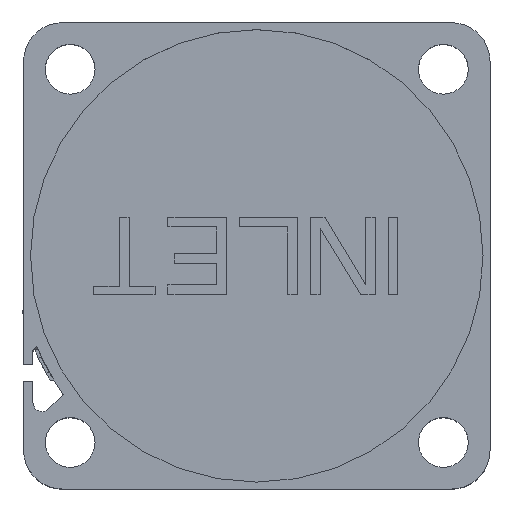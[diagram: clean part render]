
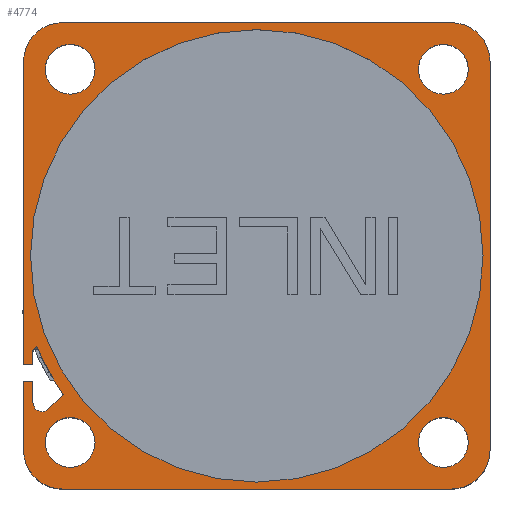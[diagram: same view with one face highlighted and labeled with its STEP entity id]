
A CAD part, top view. The second image highlights one B-rep face of the part: STEP entity #4774.
In plain terms, the highlighted planar face has unit normal (0, 0, 1).
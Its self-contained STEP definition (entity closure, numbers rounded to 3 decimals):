
#1=CARTESIAN_POINT('',(0.,0.,0.05));
#2=DIRECTION('',(0.,0.,-1.));
#3=DIRECTION('',(1.,0.,0.));
#4=AXIS2_PLACEMENT_3D('',#1,#2,#3);
#6=CARTESIAN_POINT('',(0.,0.,0.05));
#7=DIRECTION('',(0.,0.,1.));
#8=DIRECTION('',(1.,0.,0.));
#9=AXIS2_PLACEMENT_3D('',#6,#7,#8);
#11=CARTESIAN_POINT('',(12.,12.,0.05));
#12=DIRECTION('',(0.,0.,-1.));
#13=DIRECTION('',(0.,1.,0.));
#14=AXIS2_PLACEMENT_3D('',#11,#12,#13);
#16=CARTESIAN_POINT('',(12.,12.,0.05));
#17=DIRECTION('',(0.,0.,-1.));
#18=DIRECTION('',(0.,-1.,0.));
#19=AXIS2_PLACEMENT_3D('',#16,#17,#18);
#21=CARTESIAN_POINT('',(-12.,-12.,0.05));
#22=DIRECTION('',(0.,0.,-1.));
#23=DIRECTION('',(0.,1.,0.));
#24=AXIS2_PLACEMENT_3D('',#21,#22,#23);
#26=CARTESIAN_POINT('',(-12.,-12.,0.05));
#27=DIRECTION('',(0.,0.,-1.));
#28=DIRECTION('',(0.,-1.,0.));
#29=AXIS2_PLACEMENT_3D('',#26,#27,#28);
#31=CARTESIAN_POINT('',(12.,-12.,0.05));
#32=DIRECTION('',(0.,0.,-1.));
#33=DIRECTION('',(0.,1.,0.));
#34=AXIS2_PLACEMENT_3D('',#31,#32,#33);
#36=CARTESIAN_POINT('',(12.,-12.,0.05));
#37=DIRECTION('',(0.,0.,-1.));
#38=DIRECTION('',(0.,-1.,0.));
#39=AXIS2_PLACEMENT_3D('',#36,#37,#38);
#41=CARTESIAN_POINT('',(-12.,12.,0.05));
#42=DIRECTION('',(0.,0.,-1.));
#43=DIRECTION('',(0.,1.,0.));
#44=AXIS2_PLACEMENT_3D('',#41,#42,#43);
#46=CARTESIAN_POINT('',(-12.,12.,0.05));
#47=DIRECTION('',(0.,0.,-1.));
#48=DIRECTION('',(0.,-1.,0.));
#49=AXIS2_PLACEMENT_3D('',#46,#47,#48);
#51=DIRECTION('',(1.,0.,0.));
#52=VECTOR('',#51,0.6);
#53=CARTESIAN_POINT('',(-15.,-7.,0.05));
#54=LINE('',#53,#52);
#55=DIRECTION('',(0.,-1.,0.));
#56=VECTOR('',#55,19.5);
#57=CARTESIAN_POINT('',(-15.,12.5,0.05));
#58=LINE('',#57,#56);
#59=CARTESIAN_POINT('',(-12.5,12.5,0.05));
#60=DIRECTION('',(0.,0.,-1.));
#61=DIRECTION('',(-1.,0.,0.));
#62=AXIS2_PLACEMENT_3D('',#59,#60,#61);
#64=DIRECTION('',(-1.,0.,0.));
#65=VECTOR('',#64,25.);
#66=CARTESIAN_POINT('',(12.5,15.,0.05));
#67=LINE('',#66,#65);
#68=CARTESIAN_POINT('',(12.5,12.5,0.05));
#69=DIRECTION('',(0.,0.,-1.));
#70=DIRECTION('',(0.,1.,0.));
#71=AXIS2_PLACEMENT_3D('',#68,#69,#70);
#73=DIRECTION('',(0.,1.,0.));
#74=VECTOR('',#73,25.);
#75=CARTESIAN_POINT('',(15.,-12.5,0.05));
#76=LINE('',#75,#74);
#77=CARTESIAN_POINT('',(12.5,-12.5,0.05));
#78=DIRECTION('',(0.,0.,-1.));
#79=DIRECTION('',(1.,0.,0.));
#80=AXIS2_PLACEMENT_3D('',#77,#78,#79);
#82=DIRECTION('',(1.,0.,0.));
#83=VECTOR('',#82,25.);
#84=CARTESIAN_POINT('',(-12.5,-15.,0.05));
#85=LINE('',#84,#83);
#86=CARTESIAN_POINT('',(-12.5,-12.5,0.05));
#87=DIRECTION('',(0.,0.,-1.));
#88=DIRECTION('',(0.,-1.,0.));
#89=AXIS2_PLACEMENT_3D('',#86,#87,#88);
#91=DIRECTION('',(0.,-1.,0.));
#92=VECTOR('',#91,4.45);
#93=CARTESIAN_POINT('',(-15.,-8.05,0.05));
#94=LINE('',#93,#92);
#95=DIRECTION('',(1.,0.,0.));
#96=VECTOR('',#95,0.6);
#97=CARTESIAN_POINT('',(-15.,-8.05,0.05));
#98=LINE('',#97,#96);
#99=DIRECTION('',(0.,1.,0.));
#100=VECTOR('',#99,1.366);
#101=CARTESIAN_POINT('',(-14.4,-9.416,0.05));
#102=LINE('',#101,#100);
#103=CARTESIAN_POINT('',(-13.8,-9.416,0.05));
#104=DIRECTION('',(0.,0.,-1.));
#105=DIRECTION('',(0.707,-0.707,0.));
#106=AXIS2_PLACEMENT_3D('',#103,#104,#105);
#108=DIRECTION('',(-0.707,-0.707,0.));
#109=VECTOR('',#108,1.322);
#110=CARTESIAN_POINT('',(-12.441,-8.906,0.05));
#111=LINE('',#110,#109);
#112=CARTESIAN_POINT('',(0.,0.,0.05));
#113=DIRECTION('',(0.,0.,-1.));
#114=DIRECTION('',(-0.813,-0.582,0.));
#115=AXIS2_PLACEMENT_3D('',#112,#113,#114);
#117=DIRECTION('',(0.707,0.707,0.));
#118=VECTOR('',#117,0.348);
#119=CARTESIAN_POINT('',(-14.4,-6.056,0.05));
#120=LINE('',#119,#118);
#121=DIRECTION('',(0.,1.,0.));
#122=VECTOR('',#121,0.944);
#123=CARTESIAN_POINT('',(-14.4,-7.,0.05));
#124=LINE('',#123,#122);
#3948=CARTESIAN_POINT('',(14.55,0.,0.05));
#3949=CARTESIAN_POINT('',(-14.55,0.,0.05));
#3950=VERTEX_POINT('',#3948);
#3951=VERTEX_POINT('',#3949);
#3952=CARTESIAN_POINT('',(-12.5,-15.,0.05));
#3953=CARTESIAN_POINT('',(12.5,-15.,0.05));
#3954=VERTEX_POINT('',#3952);
#3955=VERTEX_POINT('',#3953);
#3956=CARTESIAN_POINT('',(15.,-12.5,0.05));
#3957=VERTEX_POINT('',#3956);
#3958=CARTESIAN_POINT('',(15.,12.5,0.05));
#3959=VERTEX_POINT('',#3958);
#3960=CARTESIAN_POINT('',(12.5,15.,0.05));
#3961=VERTEX_POINT('',#3960);
#3962=CARTESIAN_POINT('',(-12.5,15.,0.05));
#3963=VERTEX_POINT('',#3962);
#3964=CARTESIAN_POINT('',(-15.,12.5,0.05));
#3965=VERTEX_POINT('',#3964);
#3966=CARTESIAN_POINT('',(-15.,-12.5,0.05));
#3967=VERTEX_POINT('',#3966);
#3968=CARTESIAN_POINT('',(12.,13.6,0.05));
#3969=CARTESIAN_POINT('',(12.,10.4,0.05));
#3970=VERTEX_POINT('',#3968);
#3971=VERTEX_POINT('',#3969);
#3972=CARTESIAN_POINT('',(-12.,-10.4,0.05));
#3973=CARTESIAN_POINT('',(-12.,-13.6,0.05));
#3974=VERTEX_POINT('',#3972);
#3975=VERTEX_POINT('',#3973);
#3976=CARTESIAN_POINT('',(12.,-10.4,0.05));
#3977=CARTESIAN_POINT('',(12.,-13.6,0.05));
#3978=VERTEX_POINT('',#3976);
#3979=VERTEX_POINT('',#3977);
#3980=CARTESIAN_POINT('',(-12.,13.6,0.05));
#3981=CARTESIAN_POINT('',(-12.,10.4,0.05));
#3982=VERTEX_POINT('',#3980);
#3983=VERTEX_POINT('',#3981);
#3984=CARTESIAN_POINT('',(-12.441,-8.906,0.05));
#3985=CARTESIAN_POINT('',(-13.376,-9.84,0.05));
#3986=VERTEX_POINT('',#3984);
#3987=VERTEX_POINT('',#3985);
#3988=CARTESIAN_POINT('',(-14.4,-9.416,0.05));
#3989=VERTEX_POINT('',#3988);
#3990=CARTESIAN_POINT('',(-14.4,-6.056,0.05));
#3991=CARTESIAN_POINT('',(-14.154,-5.81,0.05));
#3992=VERTEX_POINT('',#3990);
#3993=VERTEX_POINT('',#3991);
#3994=CARTESIAN_POINT('',(-15.,-7.,0.05));
#3995=CARTESIAN_POINT('',(-14.4,-7.,0.05));
#3996=VERTEX_POINT('',#3994);
#3997=VERTEX_POINT('',#3995);
#4010=CARTESIAN_POINT('',(-15.,-8.05,0.05));
#4011=CARTESIAN_POINT('',(-14.4,-8.05,0.05));
#4012=VERTEX_POINT('',#4010);
#4013=VERTEX_POINT('',#4011);
#4703=CARTESIAN_POINT('',(0.,0.,0.05));
#4704=DIRECTION('',(0.,0.,1.));
#4705=DIRECTION('',(-1.,0.,0.));
#4706=AXIS2_PLACEMENT_3D('',#4703,#4704,#4705);
#4707=PLANE('',#4706);
#4709=ORIENTED_EDGE('',*,*,#4708,.F.);
#4711=ORIENTED_EDGE('',*,*,#4710,.F.);
#4713=ORIENTED_EDGE('',*,*,#4712,.T.);
#4715=ORIENTED_EDGE('',*,*,#4714,.F.);
#4717=ORIENTED_EDGE('',*,*,#4716,.T.);
#4719=ORIENTED_EDGE('',*,*,#4718,.F.);
#4721=ORIENTED_EDGE('',*,*,#4720,.T.);
#4723=ORIENTED_EDGE('',*,*,#4722,.F.);
#4725=ORIENTED_EDGE('',*,*,#4724,.T.);
#4727=ORIENTED_EDGE('',*,*,#4726,.F.);
#4729=ORIENTED_EDGE('',*,*,#4728,.T.);
#4731=ORIENTED_EDGE('',*,*,#4730,.F.);
#4733=ORIENTED_EDGE('',*,*,#4732,.F.);
#4735=ORIENTED_EDGE('',*,*,#4734,.F.);
#4737=ORIENTED_EDGE('',*,*,#4736,.T.);
#4739=ORIENTED_EDGE('',*,*,#4738,.F.);
#4741=ORIENTED_EDGE('',*,*,#4740,.F.);
#4742=EDGE_LOOP('',(#4709,#4711,#4713,#4715,#4717,#4719,#4721,#4723,#4725,#4727,
#4729,#4731,#4733,#4735,#4737,#4739,#4741));
#4743=FACE_OUTER_BOUND('',#4742,.F.);
#4745=ORIENTED_EDGE('',*,*,#4744,.F.);
#4747=ORIENTED_EDGE('',*,*,#4746,.F.);
#4748=EDGE_LOOP('',(#4745,#4747));
#4749=FACE_BOUND('',#4748,.F.);
#4751=ORIENTED_EDGE('',*,*,#4750,.F.);
#4753=ORIENTED_EDGE('',*,*,#4752,.F.);
#4754=EDGE_LOOP('',(#4751,#4753));
#4755=FACE_BOUND('',#4754,.F.);
#4757=ORIENTED_EDGE('',*,*,#4756,.F.);
#4759=ORIENTED_EDGE('',*,*,#4758,.F.);
#4760=EDGE_LOOP('',(#4757,#4759));
#4761=FACE_BOUND('',#4760,.F.);
#4763=ORIENTED_EDGE('',*,*,#4762,.F.);
#4765=ORIENTED_EDGE('',*,*,#4764,.F.);
#4766=EDGE_LOOP('',(#4763,#4765));
#4767=FACE_BOUND('',#4766,.F.);
#4769=ORIENTED_EDGE('',*,*,#4768,.F.);
#4771=ORIENTED_EDGE('',*,*,#4770,.T.);
#4772=EDGE_LOOP('',(#4769,#4771));
#4773=FACE_BOUND('',#4772,.F.);
#4774=ADVANCED_FACE('',(#4743,#4749,#4755,#4761,#4767,#4773),#4707,.T.);
#5=CIRCLE('',#4,14.55);
#10=CIRCLE('',#9,14.55);
#15=CIRCLE('',#14,1.6);
#20=CIRCLE('',#19,1.6);
#25=CIRCLE('',#24,1.6);
#30=CIRCLE('',#29,1.6);
#35=CIRCLE('',#34,1.6);
#40=CIRCLE('',#39,1.6);
#45=CIRCLE('',#44,1.6);
#50=CIRCLE('',#49,1.6);
#63=CIRCLE('',#62,2.5);
#72=CIRCLE('',#71,2.5);
#81=CIRCLE('',#80,2.5);
#90=CIRCLE('',#89,2.5);
#107=CIRCLE('',#106,0.6);
#116=CIRCLE('',#115,15.3);
#4708=EDGE_CURVE('',#3996,#3997,#54,.T.);
#4710=EDGE_CURVE('',#3965,#3996,#58,.T.);
#4712=EDGE_CURVE('',#3965,#3963,#63,.T.);
#4714=EDGE_CURVE('',#3961,#3963,#67,.T.);
#4716=EDGE_CURVE('',#3961,#3959,#72,.T.);
#4718=EDGE_CURVE('',#3957,#3959,#76,.T.);
#4720=EDGE_CURVE('',#3957,#3955,#81,.T.);
#4722=EDGE_CURVE('',#3954,#3955,#85,.T.);
#4724=EDGE_CURVE('',#3954,#3967,#90,.T.);
#4726=EDGE_CURVE('',#4012,#3967,#94,.T.);
#4728=EDGE_CURVE('',#4012,#4013,#98,.T.);
#4730=EDGE_CURVE('',#3989,#4013,#102,.T.);
#4732=EDGE_CURVE('',#3987,#3989,#107,.T.);
#4734=EDGE_CURVE('',#3986,#3987,#111,.T.);
#4736=EDGE_CURVE('',#3986,#3993,#116,.T.);
#4738=EDGE_CURVE('',#3992,#3993,#120,.T.);
#4740=EDGE_CURVE('',#3997,#3992,#124,.T.);
#4744=EDGE_CURVE('',#3970,#3971,#15,.T.);
#4746=EDGE_CURVE('',#3971,#3970,#20,.T.);
#4750=EDGE_CURVE('',#3974,#3975,#25,.T.);
#4752=EDGE_CURVE('',#3975,#3974,#30,.T.);
#4756=EDGE_CURVE('',#3978,#3979,#35,.T.);
#4758=EDGE_CURVE('',#3979,#3978,#40,.T.);
#4762=EDGE_CURVE('',#3982,#3983,#45,.T.);
#4764=EDGE_CURVE('',#3983,#3982,#50,.T.);
#4768=EDGE_CURVE('',#3950,#3951,#5,.T.);
#4770=EDGE_CURVE('',#3950,#3951,#10,.T.);
